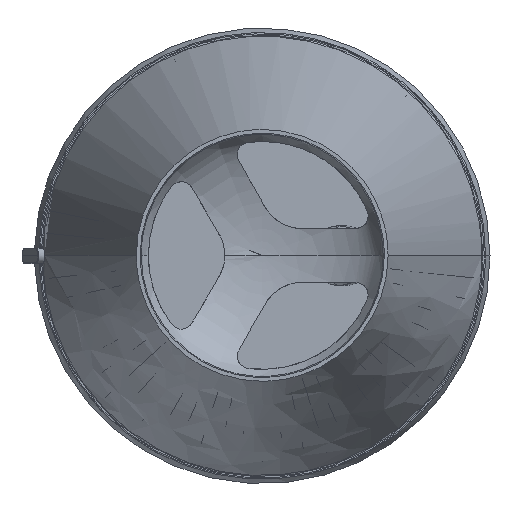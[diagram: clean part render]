
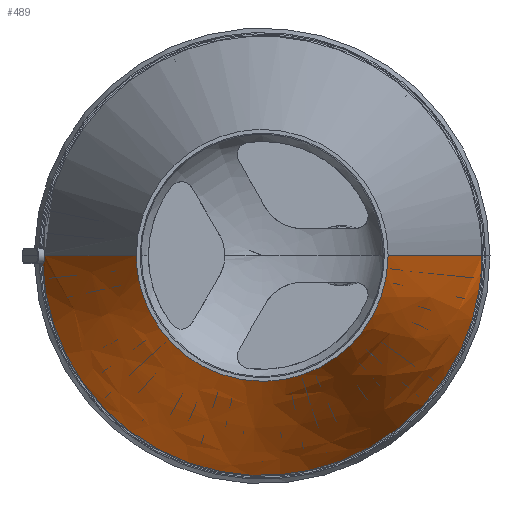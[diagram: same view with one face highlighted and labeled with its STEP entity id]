
A CAD part, top view. The second image highlights one B-rep face of the part: STEP entity #489.
In plain terms, the highlighted free-form (B-spline) face has degree [1, 2] with [2, 5] control points.
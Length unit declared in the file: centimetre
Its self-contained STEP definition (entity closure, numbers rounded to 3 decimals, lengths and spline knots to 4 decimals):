
#489=ADVANCED_FACE('',(#989),#5994,.T.);
#989=FACE_OUTER_BOUND('',#1493,.T.);
#1493=EDGE_LOOP('',(#3555,#3556,#3557,#3558,#3559,#3560));
#3555=ORIENTED_EDGE('',*,*,#4788,.T.);
#3556=ORIENTED_EDGE('',*,*,#4650,.F.);
#3557=ORIENTED_EDGE('',*,*,#3782,.F.);
#3558=ORIENTED_EDGE('',*,*,#3781,.F.);
#3559=ORIENTED_EDGE('',*,*,#4651,.F.);
#3560=ORIENTED_EDGE('',*,*,#4685,.F.);
#3781=EDGE_CURVE('',#4901,#4902,#6565,.T.);
#3782=EDGE_CURVE('',#4902,#4903,#6566,.T.);
#4650=EDGE_CURVE('',#4903,#5413,#6948,.T.);
#4651=EDGE_CURVE('',#5412,#4901,#6949,.T.);
#4685=EDGE_CURVE('',#5432,#5412,#6965,.T.);
#4788=EDGE_CURVE('',#5432,#5413,#6556,.T.);
#4901=VERTEX_POINT('',#14426);
#4902=VERTEX_POINT('',#14427);
#4903=VERTEX_POINT('',#14428);
#5412=VERTEX_POINT('',#14937);
#5413=VERTEX_POINT('',#14938);
#5432=VERTEX_POINT('',#14957);
#5994=(
BOUNDED_SURFACE()
B_SPLINE_SURFACE(1,2,((#14352,#14353,#14354,#14355,#14356),(#14357,#14358,
#14359,#14360,#14361)),.UNSPECIFIED.,.F.,.F.,.F.)
B_SPLINE_SURFACE_WITH_KNOTS((2,2),(3,2,3),(304.4287,531.073),
(596.8242,895.2363,1193.6485),.UNSPECIFIED.)
GEOMETRIC_REPRESENTATION_ITEM()
RATIONAL_B_SPLINE_SURFACE(((1.,0.707,1.,0.707,1.),
(1.,0.707,1.,0.707,1.)))
REPRESENTATION_ITEM('')
SURFACE()
);
#6556=B_SPLINE_CURVE_WITH_KNOTS('',3,(#10442,#10443,#10444,#10445),.UNSPECIFIED.,
.F.,.F.,(4,4),(0.,0.8495),.UNSPECIFIED.);
#6565=(
BOUNDED_CURVE()
B_SPLINE_CURVE(2,(#7257,#7258,#7259),.UNSPECIFIED.,.F.,.F.)
B_SPLINE_CURVE_WITH_KNOTS((3,3),(311.0177,466.5265),.UNSPECIFIED.)
CURVE()
GEOMETRIC_REPRESENTATION_ITEM()
RATIONAL_B_SPLINE_CURVE((1.,0.707,1.))
REPRESENTATION_ITEM('')
);
#6566=(
BOUNDED_CURVE()
B_SPLINE_CURVE(2,(#7260,#7261,#7262),.UNSPECIFIED.,.F.,.F.)
B_SPLINE_CURVE_WITH_KNOTS((3,3),(466.5265,622.0353),.UNSPECIFIED.)
CURVE()
GEOMETRIC_REPRESENTATION_ITEM()
RATIONAL_B_SPLINE_CURVE((1.,0.707,1.))
REPRESENTATION_ITEM('')
);
#6948=(
BOUNDED_CURVE()
B_SPLINE_CURVE(1,(#9821,#9822),.UNSPECIFIED.,.F.,.F.)
B_SPLINE_CURVE_WITH_KNOTS((2,2),(304.4287,525.9832),.UNSPECIFIED.)
CURVE()
GEOMETRIC_REPRESENTATION_ITEM()
RATIONAL_B_SPLINE_CURVE((1.,1.))
REPRESENTATION_ITEM('')
);
#6949=(
BOUNDED_CURVE()
B_SPLINE_CURVE(1,(#9823,#9824),.UNSPECIFIED.,.F.,.F.)
B_SPLINE_CURVE_WITH_KNOTS((2,2),(-531.073,-304.4287),.UNSPECIFIED.)
CURVE()
GEOMETRIC_REPRESENTATION_ITEM()
RATIONAL_B_SPLINE_CURVE((1.,1.))
REPRESENTATION_ITEM('')
);
#6965=(
BOUNDED_CURVE()
B_SPLINE_CURVE(2,(#9976,#9977,#9978,#9979,#9980),.UNSPECIFIED.,.F.,.F.)
B_SPLINE_CURVE_WITH_KNOTS((3,2,3),(551.4945,821.2856,1091.0766),
.UNSPECIFIED.)
CURVE()
GEOMETRIC_REPRESENTATION_ITEM()
RATIONAL_B_SPLINE_CURVE((1.,0.713,1.,0.713,1.))
REPRESENTATION_ITEM('')
);
#7257=CARTESIAN_POINT('',(9.9,0.,55.8));
#7258=CARTESIAN_POINT('',(9.9,-9.9,55.8));
#7259=CARTESIAN_POINT('',(0.,-9.9,55.8));
#7260=CARTESIAN_POINT('',(0.,-9.9,55.8));
#7261=CARTESIAN_POINT('',(-9.9,-9.9,55.8));
#7262=CARTESIAN_POINT('',(-9.9,0.,55.8));
#9821=CARTESIAN_POINT('',(-9.9,0.,55.8));
#9822=CARTESIAN_POINT('',(-17.1049,0.,34.8488));
#9823=CARTESIAN_POINT('',(17.2705,0.,34.3675));
#9824=CARTESIAN_POINT('',(9.9,0.,55.8));
#9976=CARTESIAN_POINT('',(-17.2603,-0.5923,34.3675));
#9977=CARTESIAN_POINT('',(-16.6781,-17.5591,34.3675));
#9978=CARTESIAN_POINT('',(0.2962,-17.2679,34.3675));
#9979=CARTESIAN_POINT('',(17.2705,-16.9768,34.3675));
#9980=CARTESIAN_POINT('',(17.2705,0.,34.3675));
#10442=CARTESIAN_POINT('',(-17.2603,-0.5923,34.3675));
#10443=CARTESIAN_POINT('',(-17.1518,-0.5406,34.688));
#10444=CARTESIAN_POINT('',(-17.1049,-0.2478,34.8488));
#10445=CARTESIAN_POINT('',(-17.1049,0.,34.8488));
#14352=CARTESIAN_POINT('',(9.9,0.,55.8));
#14353=CARTESIAN_POINT('',(9.9,-9.9,55.8));
#14354=CARTESIAN_POINT('',(0.,-9.9,55.8));
#14355=CARTESIAN_POINT('',(-9.9,-9.9,55.8));
#14356=CARTESIAN_POINT('',(-9.9,0.,55.8));
#14357=CARTESIAN_POINT('',(17.2705,0.,34.3675));
#14358=CARTESIAN_POINT('',(17.2705,-17.2705,34.3675));
#14359=CARTESIAN_POINT('',(0.,-17.2705,34.3675));
#14360=CARTESIAN_POINT('',(-17.2705,-17.2705,34.3675));
#14361=CARTESIAN_POINT('',(-17.2705,0.,34.3675));
#14426=CARTESIAN_POINT('',(9.9,0.,55.8));
#14427=CARTESIAN_POINT('',(0.,-9.9,55.8));
#14428=CARTESIAN_POINT('',(-9.9,0.,55.8));
#14937=CARTESIAN_POINT('',(17.2705,0.,34.3675));
#14938=CARTESIAN_POINT('',(-17.1049,0.,34.8488));
#14957=CARTESIAN_POINT('',(-17.2603,-0.5923,34.3675));
